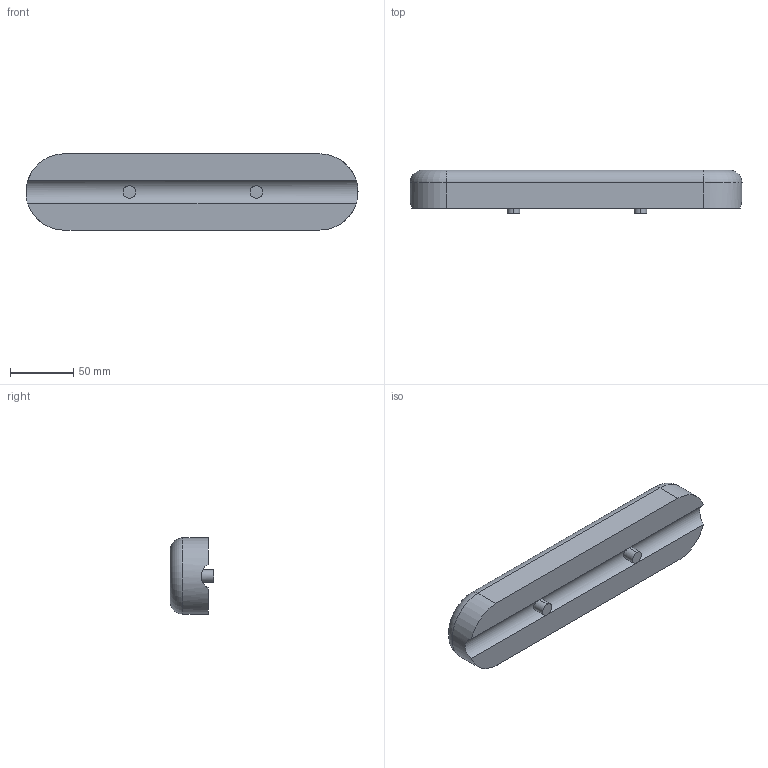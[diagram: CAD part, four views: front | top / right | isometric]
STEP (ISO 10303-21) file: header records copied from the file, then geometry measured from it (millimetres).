
FILE_DESCRIPTION (( 'STEP AP214' ), '1' );
FILE_NAME ('m4armrest.STEP', '2022-08-10T02:25:16', ( '' ), ( '' ), 'SwSTEP 2.0', 'SolidWorks 2022', '' );
FILE_SCHEMA (( 'AUTOMOTIVE_DESIGN' ));
Length unit declared in the file: centimetre
Products named in the file (1): m4armrest
Bounding box: 261.49 x 34.35 x 60.04 mm (x, y, z)
Volume: 416927.7 mm3; surface area: 46531.5 mm2
Topology: 1 solids, 1 shells, 19 faces, 41 edges, 26 vertices
Faces by surface type: cylinder 10, plane 7, torus 2
Entity records: 1006 total; most frequent: CARTESIAN_POINT 347, DIRECTION 89, ORIENTED_EDGE 82, EDGE_CURVE 41, AXIS2_PLACEMENT_3D 36, VERTEX_POINT 26, UNCERTAINTY_MEASURE_WITH_UNIT 22, SURFACE_STYLE_FILL_AREA 21
